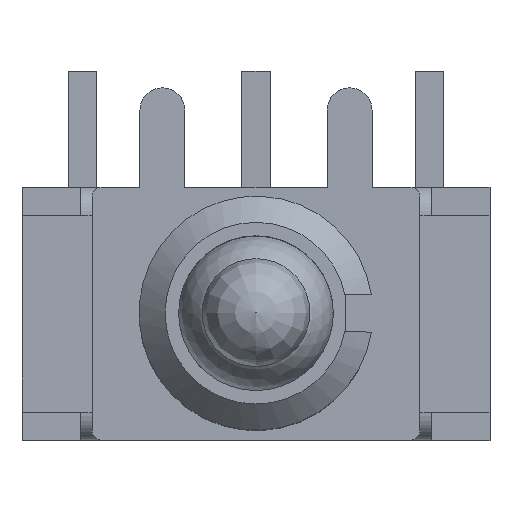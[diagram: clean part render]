
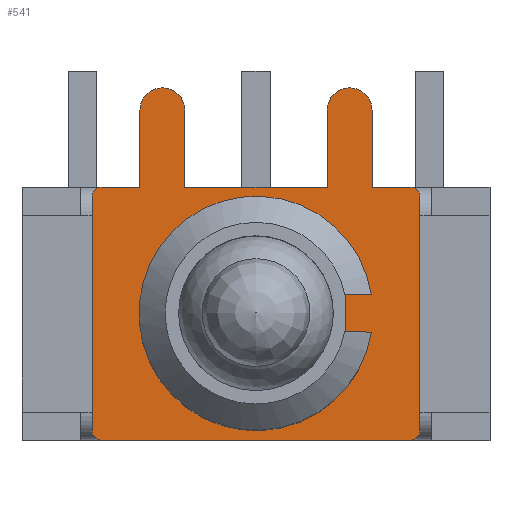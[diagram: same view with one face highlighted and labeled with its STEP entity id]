
A CAD part, top view. The second image highlights one B-rep face of the part: STEP entity #541.
In plain terms, the highlighted planar face has unit normal (0, 0, 1).
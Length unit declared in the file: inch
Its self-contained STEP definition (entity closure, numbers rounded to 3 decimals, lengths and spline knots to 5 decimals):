
#365=CARTESIAN_POINT('',(0.19272,0.26016,0.36969));
#366=DIRECTION('',(0.0,0.0,-1.0));
#367=DIRECTION('',(-1.0,0.0,0.0));
#368=AXIS2_PLACEMENT_3D('',#365,#366,#367);
#369=PLANE('',#368);
#370=CARTESIAN_POINT('',(-0.1752,0.1252,0.36969));
#371=VERTEX_POINT('',#370);
#372=CARTESIAN_POINT('',(-0.16535,0.13504,0.36969));
#373=VERTEX_POINT('',#372);
#374=CARTESIAN_POINT('',(-0.16535,0.1252,0.36969));
#375=DIRECTION('',(0.0,0.0,-1.0));
#376=DIRECTION('',(-0.707,0.707,0.0));
#377=AXIS2_PLACEMENT_3D('',#374,#375,#376);
#378=CIRCLE('',#377,0.00984);
#379=EDGE_CURVE('',#371,#373,#378,.T.);
#380=ORIENTED_EDGE('',*,*,#379,.F.);
#381=CARTESIAN_POINT('',(-0.1752,-0.1252,0.36969));
#382=VERTEX_POINT('',#381);
#383=CARTESIAN_POINT('',(-0.1752,-0.1252,0.36969));
#384=DIRECTION('',(0.0,1.0,0.0));
#385=VECTOR('',#384,0.25039);
#386=LINE('',#383,#385);
#387=EDGE_CURVE('',#382,#371,#386,.T.);
#388=ORIENTED_EDGE('',*,*,#387,.F.);
#389=CARTESIAN_POINT('',(-0.16535,-0.13504,0.36969));
#390=VERTEX_POINT('',#389);
#391=CARTESIAN_POINT('',(-0.16535,-0.1252,0.36969));
#392=DIRECTION('',(0.0,0.0,-1.0));
#393=DIRECTION('',(-0.707,-0.707,0.0));
#394=AXIS2_PLACEMENT_3D('',#391,#392,#393);
#395=CIRCLE('',#394,0.00984);
#396=EDGE_CURVE('',#390,#382,#395,.T.);
#397=ORIENTED_EDGE('',*,*,#396,.F.);
#398=CARTESIAN_POINT('',(0.16535,-0.13504,0.36969));
#399=VERTEX_POINT('',#398);
#400=CARTESIAN_POINT('',(0.16535,-0.13504,0.36969));
#401=DIRECTION('',(-1.0,0.0,0.0));
#402=VECTOR('',#401,0.33071);
#403=LINE('',#400,#402);
#404=EDGE_CURVE('',#399,#390,#403,.T.);
#405=ORIENTED_EDGE('',*,*,#404,.F.);
#406=CARTESIAN_POINT('',(0.1752,-0.1252,0.36969));
#407=VERTEX_POINT('',#406);
#408=CARTESIAN_POINT('',(0.16535,-0.1252,0.36969));
#409=DIRECTION('',(0.0,0.0,-1.0));
#410=DIRECTION('',(0.707,-0.707,0.0));
#411=AXIS2_PLACEMENT_3D('',#408,#409,#410);
#412=CIRCLE('',#411,0.00984);
#413=EDGE_CURVE('',#407,#399,#412,.T.);
#414=ORIENTED_EDGE('',*,*,#413,.F.);
#415=CARTESIAN_POINT('',(0.1752,0.1252,0.36969));
#416=VERTEX_POINT('',#415);
#417=CARTESIAN_POINT('',(0.1752,0.1252,0.36969));
#418=DIRECTION('',(0.0,-1.0,0.0));
#419=VECTOR('',#418,0.25039);
#420=LINE('',#417,#419);
#421=EDGE_CURVE('',#416,#407,#420,.T.);
#422=ORIENTED_EDGE('',*,*,#421,.F.);
#423=CARTESIAN_POINT('',(0.16535,0.13504,0.36969));
#424=VERTEX_POINT('',#423);
#425=CARTESIAN_POINT('',(0.16535,0.1252,0.36969));
#426=DIRECTION('',(0.0,0.0,-1.0));
#427=DIRECTION('',(0.707,0.707,0.0));
#428=AXIS2_PLACEMENT_3D('',#425,#426,#427);
#429=CIRCLE('',#428,0.00984);
#430=EDGE_CURVE('',#424,#416,#429,.T.);
#431=ORIENTED_EDGE('',*,*,#430,.F.);
#432=CARTESIAN_POINT('',(0.12402,0.13504,0.36969));
#433=VERTEX_POINT('',#432);
#434=CARTESIAN_POINT('',(0.12402,0.13504,0.36969));
#435=DIRECTION('',(1.0,0.0,0.0));
#436=VECTOR('',#435,0.04134);
#437=LINE('',#434,#436);
#438=EDGE_CURVE('',#433,#424,#437,.T.);
#439=ORIENTED_EDGE('',*,*,#438,.F.);
#440=CARTESIAN_POINT('',(0.12402,0.21732,0.36969));
#441=VERTEX_POINT('',#440);
#442=CARTESIAN_POINT('',(0.12402,0.21732,0.36969));
#443=DIRECTION('',(0.0,-1.0,0.0));
#444=VECTOR('',#443,0.08228);
#445=LINE('',#442,#444);
#446=EDGE_CURVE('',#441,#433,#445,.T.);
#447=ORIENTED_EDGE('',*,*,#446,.F.);
#448=CARTESIAN_POINT('',(0.07598,0.21732,0.36969));
#449=VERTEX_POINT('',#448);
#450=CARTESIAN_POINT('',(0.1,0.21732,0.36969));
#451=DIRECTION('',(0.0,0.0,-1.0));
#452=DIRECTION('',(-1.0,0.0,0.0));
#453=AXIS2_PLACEMENT_3D('',#450,#451,#452);
#454=CIRCLE('',#453,0.02402);
#455=EDGE_CURVE('',#449,#441,#454,.T.);
#456=ORIENTED_EDGE('',*,*,#455,.F.);
#457=CARTESIAN_POINT('',(0.07598,0.13504,0.36969));
#458=VERTEX_POINT('',#457);
#459=CARTESIAN_POINT('',(0.07598,0.13504,0.36969));
#460=DIRECTION('',(0.0,1.0,0.0));
#461=VECTOR('',#460,0.08228);
#462=LINE('',#459,#461);
#463=EDGE_CURVE('',#458,#449,#462,.T.);
#464=ORIENTED_EDGE('',*,*,#463,.F.);
#465=CARTESIAN_POINT('',(-0.07598,0.13504,0.36969));
#466=VERTEX_POINT('',#465);
#467=CARTESIAN_POINT('',(-0.07598,0.13504,0.36969));
#468=DIRECTION('',(1.0,0.0,0.0));
#469=VECTOR('',#468,0.15197);
#470=LINE('',#467,#469);
#471=EDGE_CURVE('',#466,#458,#470,.T.);
#472=ORIENTED_EDGE('',*,*,#471,.F.);
#473=CARTESIAN_POINT('',(-0.07598,0.21732,0.36969));
#474=VERTEX_POINT('',#473);
#475=CARTESIAN_POINT('',(-0.07598,0.21732,0.36969));
#476=DIRECTION('',(0.0,-1.0,0.0));
#477=VECTOR('',#476,0.08228);
#478=LINE('',#475,#477);
#479=EDGE_CURVE('',#474,#466,#478,.T.);
#480=ORIENTED_EDGE('',*,*,#479,.F.);
#481=CARTESIAN_POINT('',(-0.12402,0.21732,0.36969));
#482=VERTEX_POINT('',#481);
#483=CARTESIAN_POINT('',(-0.1,0.21732,0.36969));
#484=DIRECTION('',(0.0,0.0,-1.0));
#485=DIRECTION('',(-1.0,0.0,0.0));
#486=AXIS2_PLACEMENT_3D('',#483,#484,#485);
#487=CIRCLE('',#486,0.02402);
#488=EDGE_CURVE('',#482,#474,#487,.T.);
#489=ORIENTED_EDGE('',*,*,#488,.F.);
#490=CARTESIAN_POINT('',(-0.12402,0.13504,0.36969));
#491=VERTEX_POINT('',#490);
#492=CARTESIAN_POINT('',(-0.12402,0.13504,0.36969));
#493=DIRECTION('',(0.0,1.0,0.0));
#494=VECTOR('',#493,0.08228);
#495=LINE('',#492,#494);
#496=EDGE_CURVE('',#491,#482,#495,.T.);
#497=ORIENTED_EDGE('',*,*,#496,.F.);
#498=CARTESIAN_POINT('',(-0.16535,0.13504,0.36969));
#499=DIRECTION('',(1.0,0.0,0.0));
#500=VECTOR('',#499,0.04134);
#501=LINE('',#498,#500);
#502=EDGE_CURVE('',#373,#491,#501,.T.);
#503=ORIENTED_EDGE('',*,*,#502,.F.);
#504=EDGE_LOOP('',(#380,#388,#397,#405,#414,#422,#431,#439,#447,#456,#464,#472,#480,#489,#497,#503));
#505=FACE_OUTER_BOUND('',#504,.T.);
#506=CARTESIAN_POINT('',(0.09542,-0.02008,0.36969));
#507=VERTEX_POINT('',#506);
#508=CARTESIAN_POINT('',(0.09542,0.02008,0.36969));
#509=VERTEX_POINT('',#508);
#510=CARTESIAN_POINT('',(0.09542,-0.02008,0.36969));
#511=DIRECTION('',(0.0,1.0,0.0));
#512=VECTOR('',#511,0.04016);
#513=LINE('',#510,#512);
#514=EDGE_CURVE('',#507,#509,#513,.T.);
#515=ORIENTED_EDGE('',*,*,#514,.F.);
#516=CARTESIAN_POINT('',(0.12338,-0.02008,0.36969));
#517=VERTEX_POINT('',#516);
#518=CARTESIAN_POINT('',(0.12338,-0.02008,0.36969));
#519=DIRECTION('',(-1.0,0.0,0.0));
#520=VECTOR('',#519,0.02795);
#521=LINE('',#518,#520);
#522=EDGE_CURVE('',#517,#507,#521,.T.);
#523=ORIENTED_EDGE('',*,*,#522,.F.);
#524=CARTESIAN_POINT('',(0.12338,0.02008,0.36969));
#525=VERTEX_POINT('',#524);
#526=CARTESIAN_POINT('',(0.0,0.0,0.36969));
#527=DIRECTION('',(0.0,0.0,1.0));
#528=DIRECTION('',(0.987,0.161,0.0));
#529=AXIS2_PLACEMENT_3D('',#526,#527,#528);
#530=CIRCLE('',#529,0.125);
#531=EDGE_CURVE('',#525,#517,#530,.T.);
#532=ORIENTED_EDGE('',*,*,#531,.F.);
#533=CARTESIAN_POINT('',(0.09542,0.02008,0.36969));
#534=DIRECTION('',(1.0,0.0,0.0));
#535=VECTOR('',#534,0.02795);
#536=LINE('',#533,#535);
#537=EDGE_CURVE('',#509,#525,#536,.T.);
#538=ORIENTED_EDGE('',*,*,#537,.F.);
#539=EDGE_LOOP('',(#515,#523,#532,#538));
#540=FACE_BOUND('',#539,.T.);
#541=ADVANCED_FACE('',(#505,#540),#369,.F.);
